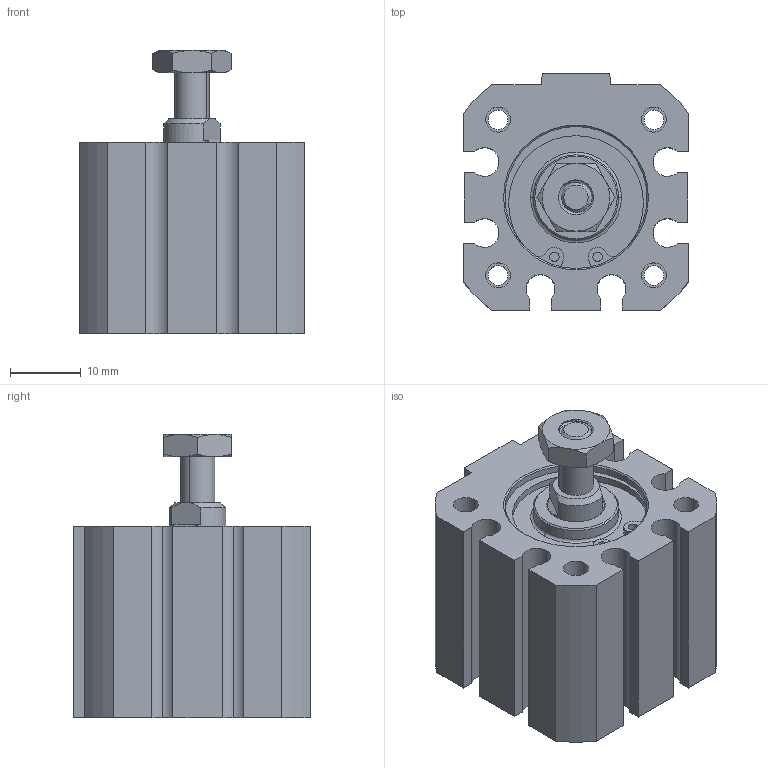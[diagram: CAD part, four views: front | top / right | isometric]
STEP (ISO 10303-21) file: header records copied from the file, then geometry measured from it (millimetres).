
FILE_DESCRIPTION (( 'STEP AP203' ), '1' );
FILE_NAME ('217-2778-001 Rev2.STEP', '2014-08-06T14:45:24', ( '' ), ( '' ), 'SwSTEP 2.0', 'SolidWorks 2014', '' );
FILE_SCHEMA (( 'CONFIG_CONTROL_DESIGN' ));
Length unit declared in the file: millimetre
Products named in the file (5): 217-2778-NCQ8A075-050M_1032_Nut_90545A111; 217-2778-001 Rev2; 217-2778-NCQ8A075-050M_NCQ8 Tube_075A; 217-2778-NCQ8A075-050M_NCQ8 Rod_075M; 217-2778-NCQ8A075-050M_Snap Ring_075
Assembly tree (4 placements, depth 2):
  217-2778-001 Rev2
    217-2778-NCQ8A075-050M_NCQ8 Tube_075A
    217-2778-NCQ8A075-050M_NCQ8 Rod_075M
    217-2778-NCQ8A075-050M_Snap Ring_075
    217-2778-NCQ8A075-050M_1032_Nut_90545A111
Bounding box: 31.75 x 33.34 x 39.88 mm (x, y, z)
Volume: 20057.2 mm3; surface area: 11803 mm2
Topology: 4 solids, 4 shells, 202 faces, 495 edges, 317 vertices
Faces by surface type: cylinder 95, plane 64, cone 39, torus 2, bspline 2
Entity records: 7445 total; most frequent: CARTESIAN_POINT 2148, DIRECTION 1036, ORIENTED_EDGE 982, EDGE_CURVE 491, AXIS2_PLACEMENT_3D 410, VERTEX_POINT 317, EDGE_LOOP 236, LINE 216
